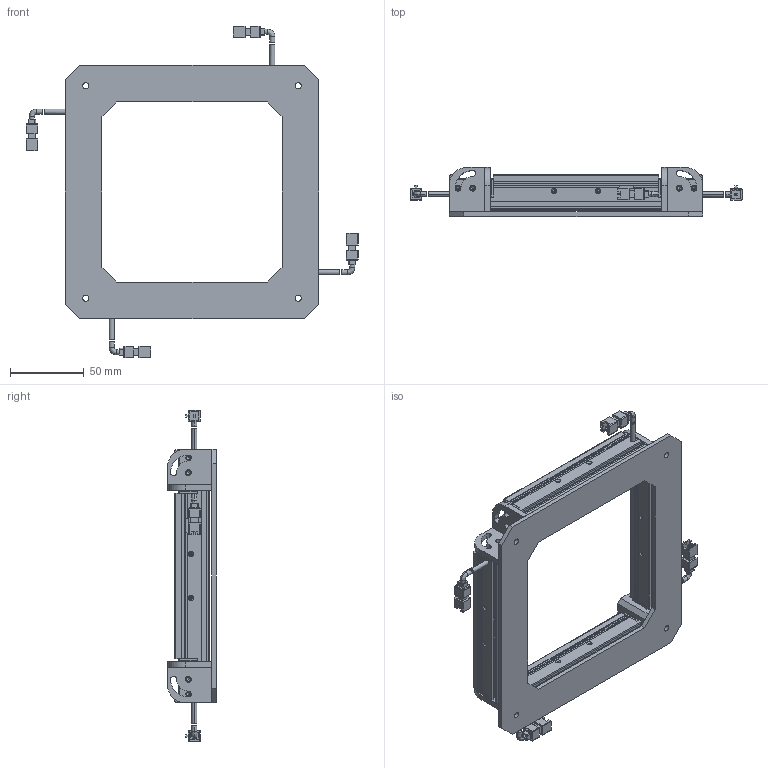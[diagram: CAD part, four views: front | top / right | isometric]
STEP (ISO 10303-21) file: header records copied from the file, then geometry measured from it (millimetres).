
FILE_DESCRIPTION (( 'STEP AP214' ), '1' );
FILE_NAME ('660301-B.STEP', '2019-03-13T09:12:28', ( 'user' ), ( '微软中国' ), 'SwSTEP 2.0', 'SolidWorks 2016', '' );
FILE_SCHEMA (( 'AUTOMOTIVE_DESIGN' ));
Length unit declared in the file: millimetre
Products named in the file (1): 660301-B
Bounding box: 225 x 33 x 225 mm (x, y, z)
Volume: 184232.9 mm3; surface area: 167692.2 mm2
Topology: 29 solids, 29 shells, 2961 faces, 7803 edges, 4910 vertices
Faces by surface type: cylinder 1376, plane 1092, bspline 325, cone 168
Entity records: 124154 total; most frequent: CARTESIAN_POINT 20344, DIRECTION 15647, ORIENTED_EDGE 14390, EDGE_CURVE 7195, AXIS2_PLACEMENT_3D 5949, VERTEX_POINT 4910, LINE 3749, VECTOR 3749
